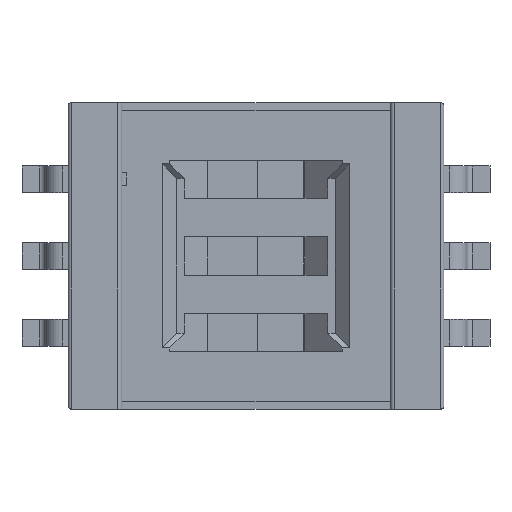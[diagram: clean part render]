
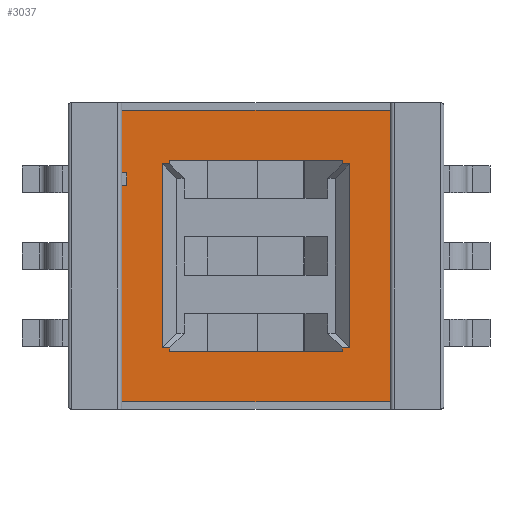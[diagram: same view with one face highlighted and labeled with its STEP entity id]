
A CAD part, top view. The second image highlights one B-rep face of the part: STEP entity #3037.
In plain terms, the highlighted planar face has unit normal (0, 0, 1).
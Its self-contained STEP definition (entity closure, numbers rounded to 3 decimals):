
#27=VECTOR('',#28,1.);
#28=DIRECTION('',(0.,1.,0.));
#34=VECTOR('',#35,1.);
#35=DIRECTION('',(-1.,0.,0.));
#41=VECTOR('',#42,1.);
#42=DIRECTION('',(0.,-1.,0.));
#46=VECTOR('',#47,1.);
#47=DIRECTION('',(1.,0.,0.));
#50=DIRECTION('',(0.,0.,-1.));
#206=VECTOR('',#207,1.);
#207=DIRECTION('',(0.,-1.,0.));
#1335=CARTESIAN_POINT('',(1.75,2.,1.5));
#2092=CARTESIAN_POINT('',(-1.75,-2.,1.5));
#2176=VERTEX_POINT('',#2177);
#2177=CARTESIAN_POINT('',(1.75,1.9,1.5));
#2178=LINE('',#1335,#206);
#2182=CARTESIAN_POINT('',(2.25,1.9,1.5));
#2183=LINE('',#2182,#34);
#2187=CARTESIAN_POINT('',(2.25,-1.9,1.5));
#2191=VERTEX_POINT('',#2192);
#2192=CARTESIAN_POINT('',(1.75,-1.9,1.5));
#2193=LINE('',#2194,#46);
#2194=CARTESIAN_POINT('',(-2.25,-1.9,1.5));
#2208=EDGE_CURVE('',#2176,#2191,#2178,.T.);
#2579=VERTEX_POINT('',#2580);
#2580=CARTESIAN_POINT('',(-1.75,1.9,1.5));
#2581=ORIENTED_EDGE('',*,*,#2582,.F.);
#2582=EDGE_CURVE('',#2176,#2579,#2183,.T.);
#2631=VERTEX_POINT('',#2632);
#2632=CARTESIAN_POINT('',(-1.75,-1.9,1.5));
#2633=LINE('',#2092,#27);
#2653=EDGE_CURVE('',#2654,#2579,#2633,.T.);
#2654=VERTEX_POINT('',#2655);
#2655=CARTESIAN_POINT('',(-1.75,1.083,1.5));
#2658=VERTEX_POINT('',#2659);
#2659=CARTESIAN_POINT('',(-1.75,0.917,1.5));
#2661=EDGE_CURVE('',#2631,#2658,#2633,.T.);
#3024=ORIENTED_EDGE('',*,*,#3025,.F.);
#3025=EDGE_CURVE('',#2631,#2191,#2193,.T.);
#3037=ADVANCED_FACE('',(#3038,#3057),#3119,.F.);
#3038=FACE_BOUND('',#3039,.F.);
#3039=EDGE_LOOP('',(#2581,#3040,#3024,#3041,#3042,#3048,#3053,#3056));
#3040=ORIENTED_EDGE('',*,*,#2208,.T.);
#3041=ORIENTED_EDGE('',*,*,#2661,.T.);
#3042=ORIENTED_EDGE('',*,*,#3043,.T.);
#3043=EDGE_CURVE('',#2658,#3044,#3046,.T.);
#3044=VERTEX_POINT('',#3045);
#3045=CARTESIAN_POINT('',(-1.683,0.917,1.5));
#3046=LINE('',#3047,#46);
#3047=CARTESIAN_POINT('',(-1.85,0.917,1.5));
#3048=ORIENTED_EDGE('',*,*,#3049,.T.);
#3049=EDGE_CURVE('',#3044,#3050,#3052,.T.);
#3050=VERTEX_POINT('',#3051);
#3051=CARTESIAN_POINT('',(-1.683,1.083,1.5));
#3052=LINE('',#3045,#27);
#3053=ORIENTED_EDGE('',*,*,#3054,.T.);
#3054=EDGE_CURVE('',#3050,#2654,#3055,.T.);
#3055=LINE('',#3051,#34);
#3056=ORIENTED_EDGE('',*,*,#2653,.T.);
#3057=FACE_BOUND('',#3058,.F.);
#3058=EDGE_LOOP('',(#3059,#3066,#3072,#3077,#3082,#3088,#3093,#3098,#3102,#3106,#3110,#3116));
#3059=ORIENTED_EDGE('',*,*,#3060,.T.);
#3060=EDGE_CURVE('',#3061,#3063,#3065,.T.);
#3061=VERTEX_POINT('',#3062);
#3062=CARTESIAN_POINT('',(1.125,-1.25,1.5));
#3063=VERTEX_POINT('',#3064);
#3064=CARTESIAN_POINT('',(1.125,-1.2,1.5));
#3065=LINE('',#3062,#27);
#3066=ORIENTED_EDGE('',*,*,#3067,.T.);
#3067=EDGE_CURVE('',#3063,#3068,#3070,.T.);
#3068=VERTEX_POINT('',#3069);
#3069=CARTESIAN_POINT('',(1.225,-1.2,1.5));
#3070=LINE('',#3071,#46);
#3071=CARTESIAN_POINT('',(-1.225,-1.2,1.5));
#3072=ORIENTED_EDGE('',*,*,#3073,.T.);
#3073=EDGE_CURVE('',#3068,#3074,#3076,.T.);
#3074=VERTEX_POINT('',#3075);
#3075=CARTESIAN_POINT('',(1.225,1.2,1.5));
#3076=LINE('',#3069,#27);
#3077=ORIENTED_EDGE('',*,*,#3078,.T.);
#3078=EDGE_CURVE('',#3074,#3079,#3081,.T.);
#3079=VERTEX_POINT('',#3080);
#3080=CARTESIAN_POINT('',(1.125,1.2,1.5));
#3081=LINE('',#3075,#34);
#3082=ORIENTED_EDGE('',*,*,#3083,.T.);
#3083=EDGE_CURVE('',#3079,#3084,#3086,.T.);
#3084=VERTEX_POINT('',#3085);
#3085=CARTESIAN_POINT('',(1.125,1.25,1.5));
#3086=LINE('',#3087,#27);
#3087=CARTESIAN_POINT('',(1.125,0.75,1.5));
#3088=ORIENTED_EDGE('',*,*,#3089,.T.);
#3089=EDGE_CURVE('',#3084,#3090,#3092,.T.);
#3090=VERTEX_POINT('',#3091);
#3091=CARTESIAN_POINT('',(-1.125,1.25,1.5));
#3092=LINE('',#3085,#34);
#3093=ORIENTED_EDGE('',*,*,#3094,.T.);
#3094=EDGE_CURVE('',#3090,#3095,#3097,.T.);
#3095=VERTEX_POINT('',#3096);
#3096=CARTESIAN_POINT('',(-1.125,1.2,1.5));
#3097=LINE('',#3091,#41);
#3098=ORIENTED_EDGE('',*,*,#3099,.T.);
#3099=EDGE_CURVE('',#3095,#3100,#3081,.T.);
#3100=VERTEX_POINT('',#3101);
#3101=CARTESIAN_POINT('',(-1.225,1.2,1.5));
#3102=ORIENTED_EDGE('',*,*,#3103,.T.);
#3103=EDGE_CURVE('',#3100,#3104,#3105,.T.);
#3104=VERTEX_POINT('',#3071);
#3105=LINE('',#3101,#41);
#3106=ORIENTED_EDGE('',*,*,#3107,.T.);
#3107=EDGE_CURVE('',#3104,#3108,#3070,.T.);
#3108=VERTEX_POINT('',#3109);
#3109=CARTESIAN_POINT('',(-1.125,-1.2,1.5));
#3110=ORIENTED_EDGE('',*,*,#3111,.T.);
#3111=EDGE_CURVE('',#3108,#3112,#3114,.T.);
#3112=VERTEX_POINT('',#3113);
#3113=CARTESIAN_POINT('',(-1.125,-1.25,1.5));
#3114=LINE('',#3115,#41);
#3115=CARTESIAN_POINT('',(-1.125,-0.75,1.5));
#3116=ORIENTED_EDGE('',*,*,#3117,.T.);
#3117=EDGE_CURVE('',#3112,#3061,#3118,.T.);
#3118=LINE('',#3113,#46);
#3119=PLANE('',#3120);
#3120=AXIS2_PLACEMENT_3D('',#2187,#50,#3121);
#3121=DIRECTION('',(-0.764,0.645,0.));
